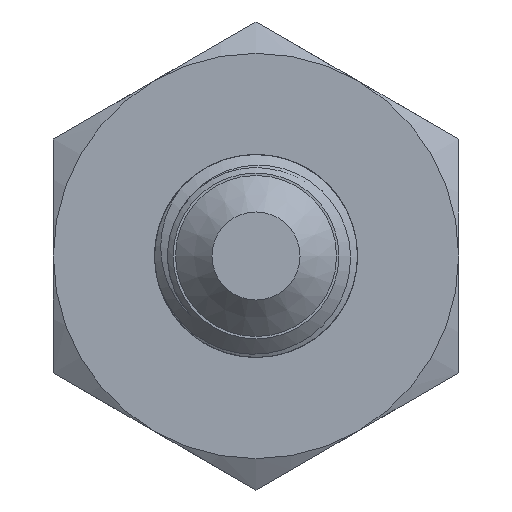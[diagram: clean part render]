
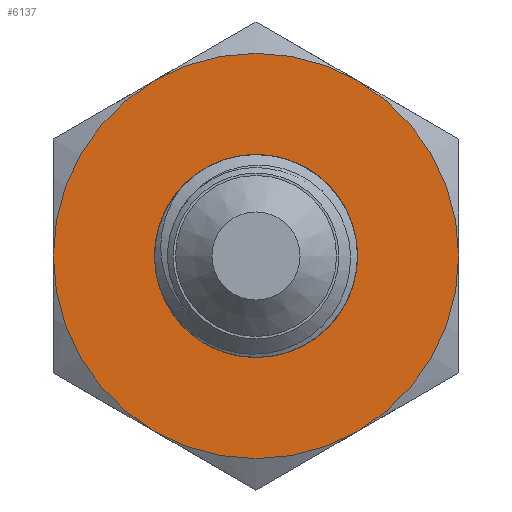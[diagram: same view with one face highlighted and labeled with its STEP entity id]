
A CAD part, left-side view. The second image highlights one B-rep face of the part: STEP entity #6137.
In plain terms, the highlighted planar face has unit normal (-1, 0, 0).
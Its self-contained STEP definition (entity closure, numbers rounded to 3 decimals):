
#347=PLANE('',#6318);
#383=FACE_BOUND('',#1106,.T.);
#723=FACE_OUTER_BOUND('',#1105,.T.);
#1105=EDGE_LOOP('',(#5656,#5657,#5658,#5659,#5660,#5661));
#1106=EDGE_LOOP('',(#5662));
#1169=CIRCLE('',#6280,11.);
#1170=CIRCLE('',#6282,11.);
#1171=CIRCLE('',#6284,11.);
#1172=CIRCLE('',#6286,11.);
#1173=CIRCLE('',#6288,11.);
#1174=CIRCLE('',#6290,11.);
#1182=CIRCLE('',#6317,4.5);
#2916=VERTEX_POINT('',#15561);
#2917=VERTEX_POINT('',#15565);
#2919=VERTEX_POINT('',#15572);
#2921=VERTEX_POINT('',#15582);
#2923=VERTEX_POINT('',#15595);
#2925=VERTEX_POINT('',#15605);
#2936=VERTEX_POINT('',#16570);
#3806=EDGE_CURVE('',#2916,#2917,#1169,.T.);
#3809=EDGE_CURVE('',#2919,#2916,#1170,.T.);
#3812=EDGE_CURVE('',#2921,#2919,#1171,.T.);
#3814=EDGE_CURVE('',#2923,#2921,#1172,.T.);
#3817=EDGE_CURVE('',#2925,#2923,#1173,.T.);
#3820=EDGE_CURVE('',#2917,#2925,#1174,.T.);
#3848=EDGE_CURVE('',#2936,#2936,#1182,.T.);
#5656=ORIENTED_EDGE('',*,*,#3820,.T.);
#5657=ORIENTED_EDGE('',*,*,#3817,.T.);
#5658=ORIENTED_EDGE('',*,*,#3814,.T.);
#5659=ORIENTED_EDGE('',*,*,#3812,.T.);
#5660=ORIENTED_EDGE('',*,*,#3809,.T.);
#5661=ORIENTED_EDGE('',*,*,#3806,.T.);
#5662=ORIENTED_EDGE('',*,*,#3848,.T.);
#6137=ADVANCED_FACE('',(#723,#383),#347,.T.);
#6280=AXIS2_PLACEMENT_3D('',#15569,#6843,#6844);
#6282=AXIS2_PLACEMENT_3D('',#15579,#6847,#6848);
#6284=AXIS2_PLACEMENT_3D('',#15589,#6851,#6852);
#6286=AXIS2_PLACEMENT_3D('',#15596,#6855,#6856);
#6288=AXIS2_PLACEMENT_3D('',#15606,#6859,#6860);
#6290=AXIS2_PLACEMENT_3D('',#15615,#6863,#6864);
#6317=AXIS2_PLACEMENT_3D('',#16571,#6929,#6930);
#6318=AXIS2_PLACEMENT_3D('',#16573,#6932,#6933);
#6843=DIRECTION('center_axis',(-1.,0.,0.));
#6844=DIRECTION('ref_axis',(0.,1.,0.));
#6847=DIRECTION('center_axis',(-1.,0.,0.));
#6848=DIRECTION('ref_axis',(0.,1.,0.));
#6851=DIRECTION('center_axis',(-1.,0.,0.));
#6852=DIRECTION('ref_axis',(0.,1.,0.));
#6855=DIRECTION('center_axis',(-1.,0.,0.));
#6856=DIRECTION('ref_axis',(0.,1.,0.));
#6859=DIRECTION('center_axis',(-1.,0.,0.));
#6860=DIRECTION('ref_axis',(0.,1.,0.));
#6863=DIRECTION('center_axis',(-1.,0.,0.));
#6864=DIRECTION('ref_axis',(0.,1.,0.));
#6929=DIRECTION('center_axis',(1.,0.,0.));
#6930=DIRECTION('ref_axis',(0.,0.,-1.));
#6932=DIRECTION('center_axis',(-1.,0.,0.));
#6933=DIRECTION('ref_axis',(0.,0.,1.));
#15561=CARTESIAN_POINT('',(-31.4,-11.,0.));
#15565=CARTESIAN_POINT('',(-31.4,-5.5,9.526));
#15569=CARTESIAN_POINT('Origin',(-31.4,0.,
0.));
#15572=CARTESIAN_POINT('',(-31.4,-5.5,-9.526));
#15579=CARTESIAN_POINT('Origin',(-31.4,0.,
0.));
#15582=CARTESIAN_POINT('',(-31.4,5.5,-9.526));
#15589=CARTESIAN_POINT('Origin',(-31.4,0.,
0.));
#15595=CARTESIAN_POINT('',(-31.4,11.,0.));
#15596=CARTESIAN_POINT('Origin',(-31.4,0.,
0.));
#15605=CARTESIAN_POINT('',(-31.4,5.5,9.526));
#15606=CARTESIAN_POINT('Origin',(-31.4,0.,
0.));
#15615=CARTESIAN_POINT('Origin',(-31.4,0.,
0.));
#16570=CARTESIAN_POINT('',(-31.4,-4.5,0.));
#16571=CARTESIAN_POINT('Origin',(-31.4,0.,
0.));
#16573=CARTESIAN_POINT('Origin',(-31.4,11.,0.));
